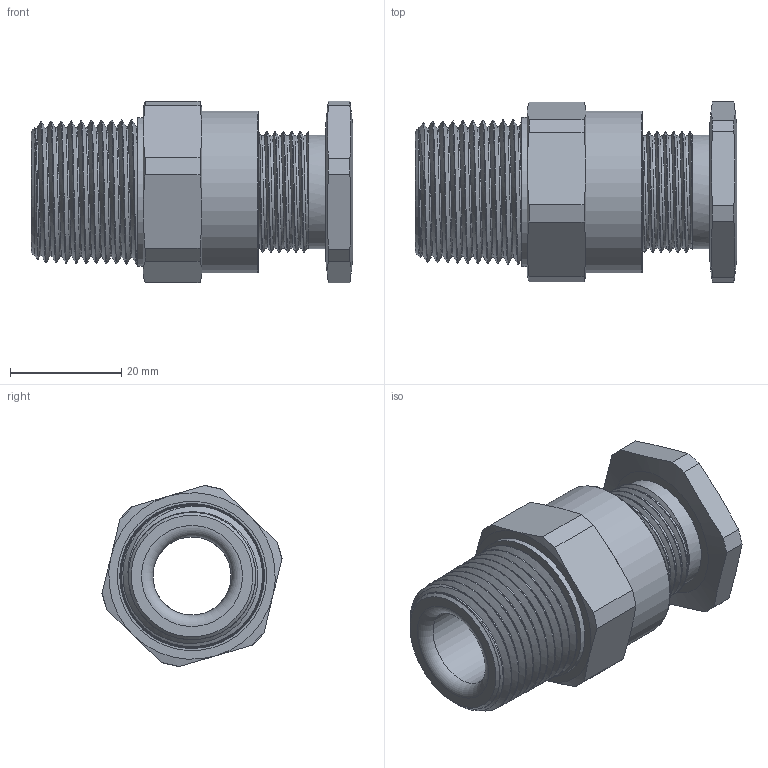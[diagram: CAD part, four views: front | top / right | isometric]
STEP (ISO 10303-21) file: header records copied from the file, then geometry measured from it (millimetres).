
FILE_DESCRIPTION(/* description */ ('A2LBF Ex Größe 20; NPT 3/4"'),/* implementation_level */ '2;1');
FILE_NAME(/* name */ '77051306-RST.stp',/* time_stamp */ '2023-06-21T09:32:57+02:00',/* author */ ('sl'),/* organization */ (''),/* preprocessor_version */ 'ST-DEVELOPER v16.5',/* originating_system */ 'Autodesk Inventor 2017',/* authorisation */ '');
FILE_SCHEMA (('AUTOMOTIVE_DESIGN { 1 0 10303 214 3 1 1 }'));
Length unit declared in the file: millimetre
Products named in the file (5): 77051306; 77051306_1; 77051306_2; 77051306_3; 77051306_4
Assembly tree (4 placements, depth 2):
  77051306
    77051306_1
    77051306_2
    77051306_3
    77051306_4
Bounding box: 57.89 x 32.42 x 32.69 mm (x, y, z)
Volume: 22052.8 mm3; surface area: 16186.8 mm2
Topology: 4 solids, 4 shells, 88 faces, 200 edges, 126 vertices
Faces by surface type: plane 39, cone 23, cylinder 12, bspline 10, torus 4
Full cylindrical faces by diameter (mm): 14.07 x1, 14.12 x1, 14.18 x1, 14.23 x1, 19.93 x1, 20.16 x1, 20.45 x1, 26.88 x1, 29.21 x1
Entity records: 9365 total; most frequent: CARTESIAN_POINT 7523, ORIENTED_EDGE 342, DIRECTION 342, EDGE_CURVE 171, AXIS2_PLACEMENT_3D 159, EDGE_LOOP 125, VERTEX_POINT 120, FACE_OUTER_BOUND 88
